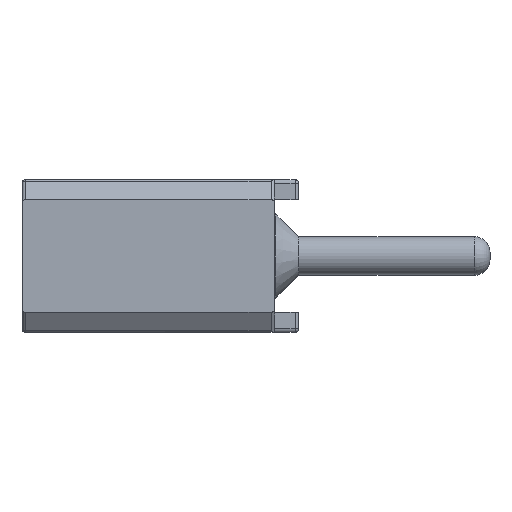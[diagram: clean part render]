
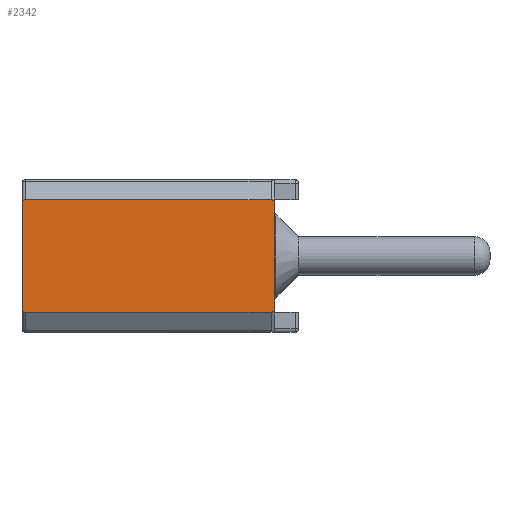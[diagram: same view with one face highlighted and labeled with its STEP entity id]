
A CAD part, left-side view. The second image highlights one B-rep face of the part: STEP entity #2342.
In plain terms, the highlighted planar face has unit normal (-1, 0, 0).
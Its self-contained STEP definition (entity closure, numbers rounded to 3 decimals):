
#16 = CARTESIAN_POINT ( 'NONE',  ( -1.27, -2.04, 0.879 ) ) ;
#560 = CARTESIAN_POINT ( 'NONE',  ( -1.27, 2.1, 0.879 ) ) ;
#965 = CARTESIAN_POINT ( 'NONE',  ( -1.27, 2.1, -0.879 ) ) ;
#980 = CARTESIAN_POINT ( 'NONE',  ( -1.27, -2.04, -0.879 ) ) ;
#1081 = LINE ( 'NONE', #9001, #13668 ) ;
#1123 = AXIS2_PLACEMENT_3D ( 'NONE', #1946, #10522, #3175 ) ;
#1215 = CARTESIAN_POINT ( 'NONE',  ( -1.27, -5.681, -0.939 ) ) ;
#1259 = DIRECTION ( 'NONE',  ( 0., 0., 1. ) ) ;
#1319 = ORIENTED_EDGE ( 'NONE', *, *, #13934, .T. ) ;
#1357 = CARTESIAN_POINT ( 'NONE',  ( -1.27, -2.04, -0.939 ) ) ;
#1829 = ORIENTED_EDGE ( 'NONE', *, *, #3449, .F. ) ;
#1946 = CARTESIAN_POINT ( 'NONE',  ( -1.27, 2.04, -0.879 ) ) ;
#2182 = DIRECTION ( 'NONE',  ( 0., 0., 1. ) ) ;
#2342 = ADVANCED_FACE ( 'NONE', ( #13122 ), #13886, .T. ) ;
#2352 = CIRCLE ( 'NONE', #1123, 0.06 ) ;
#2518 = VECTOR ( 'NONE', #13452, 1000. ) ;
#2936 = CARTESIAN_POINT ( 'NONE',  ( -1.27, 0., 0. ) ) ;
#3175 = DIRECTION ( 'NONE',  ( 0., 0., 1. ) ) ;
#3273 = DIRECTION ( 'NONE',  ( 0., 0., 1. ) ) ;
#3449 = EDGE_CURVE ( 'NONE', #3890, #14215, #7256, .T. ) ;
#3769 = AXIS2_PLACEMENT_3D ( 'NONE', #2936, #12697, #5409 ) ;
#3890 = VERTEX_POINT ( 'NONE', #965 ) ;
#4215 = AXIS2_PLACEMENT_3D ( 'NONE', #16, #8568, #1259 ) ;
#4319 = VECTOR ( 'NONE', #12762, 1000. ) ;
#4413 = EDGE_LOOP ( 'NONE', ( #13129, #13697, #1829, #6363, #12725, #13327, #6762, #1319 ) ) ;
#4715 = LINE ( 'NONE', #11566, #4319 ) ;
#4745 = CARTESIAN_POINT ( 'NONE',  ( -1.27, -2.1, 0.879 ) ) ;
#5042 = EDGE_CURVE ( 'NONE', #5139, #9958, #7013, .T. ) ;
#5139 = VERTEX_POINT ( 'NONE', #1357 ) ;
#5145 = VERTEX_POINT ( 'NONE', #11181 ) ;
#5151 = EDGE_CURVE ( 'NONE', #5390, #14215, #5842, .T. ) ;
#5390 = VERTEX_POINT ( 'NONE', #8667 ) ;
#5409 = DIRECTION ( 'NONE',  ( 0., 0., 1. ) ) ;
#5842 = CIRCLE ( 'NONE', #5928, 0.06 ) ;
#5865 = VERTEX_POINT ( 'NONE', #4745 ) ;
#5928 = AXIS2_PLACEMENT_3D ( 'NONE', #6311, #14828, #7538 ) ;
#6311 = CARTESIAN_POINT ( 'NONE',  ( -1.27, 2.04, 0.879 ) ) ;
#6363 = ORIENTED_EDGE ( 'NONE', *, *, #9989, .T. ) ;
#6762 = ORIENTED_EDGE ( 'NONE', *, *, #7313, .F. ) ;
#6872 = CARTESIAN_POINT ( 'NONE',  ( -1.27, 2.04, -0.939 ) ) ;
#7013 = CIRCLE ( 'NONE', #9307, 0.06 ) ;
#7256 = LINE ( 'NONE', #14218, #13338 ) ;
#7313 = EDGE_CURVE ( 'NONE', #5865, #9958, #4715, .T. ) ;
#7538 = DIRECTION ( 'NONE',  ( 0., 0., 1. ) ) ;
#8451 = VERTEX_POINT ( 'NONE', #6872 ) ;
#8568 = DIRECTION ( 'NONE',  ( -1., 0., 0. ) ) ;
#8667 = CARTESIAN_POINT ( 'NONE',  ( -1.27, 2.04, 0.939 ) ) ;
#9001 = CARTESIAN_POINT ( 'NONE',  ( -1.27, -5.681, 0.939 ) ) ;
#9018 = LINE ( 'NONE', #1215, #2518 ) ;
#9307 = AXIS2_PLACEMENT_3D ( 'NONE', #980, #9523, #2182 ) ;
#9523 = DIRECTION ( 'NONE',  ( -1., 0., 0. ) ) ;
#9958 = VERTEX_POINT ( 'NONE', #12826 ) ;
#9989 = EDGE_CURVE ( 'NONE', #3890, #8451, #2352, .T. ) ;
#10522 = DIRECTION ( 'NONE',  ( -1., 0., 0. ) ) ;
#11181 = CARTESIAN_POINT ( 'NONE',  ( -1.27, -2.04, 0.939 ) ) ;
#11566 = CARTESIAN_POINT ( 'NONE',  ( -1.27, -2.1, -1.27 ) ) ;
#12098 = EDGE_CURVE ( 'NONE', #5145, #5390, #1081, .T. ) ;
#12697 = DIRECTION ( 'NONE',  ( -1., 0., 0. ) ) ;
#12725 = ORIENTED_EDGE ( 'NONE', *, *, #13954, .F. ) ;
#12762 = DIRECTION ( 'NONE',  ( 0., 0., -1. ) ) ;
#12826 = CARTESIAN_POINT ( 'NONE',  ( -1.27, -2.1, -0.879 ) ) ;
#13122 = FACE_OUTER_BOUND ( 'NONE', #4413, .T. ) ;
#13129 = ORIENTED_EDGE ( 'NONE', *, *, #12098, .T. ) ;
#13327 = ORIENTED_EDGE ( 'NONE', *, *, #5042, .T. ) ;
#13338 = VECTOR ( 'NONE', #3273, 1000. ) ;
#13452 = DIRECTION ( 'NONE',  ( 0., 1., 0. ) ) ;
#13668 = VECTOR ( 'NONE', #15144, 1000. ) ;
#13697 = ORIENTED_EDGE ( 'NONE', *, *, #5151, .T. ) ;
#13886 = PLANE ( 'NONE',  #3769 ) ;
#13934 = EDGE_CURVE ( 'NONE', #5865, #5145, #15508, .T. ) ;
#13954 = EDGE_CURVE ( 'NONE', #5139, #8451, #9018, .T. ) ;
#14215 = VERTEX_POINT ( 'NONE', #560 ) ;
#14218 = CARTESIAN_POINT ( 'NONE',  ( -1.27, 2.1, -1.27 ) ) ;
#14828 = DIRECTION ( 'NONE',  ( -1., 0., 0. ) ) ;
#15144 = DIRECTION ( 'NONE',  ( 0., 1., 0. ) ) ;
#15508 = CIRCLE ( 'NONE', #4215, 0.06 ) ;
